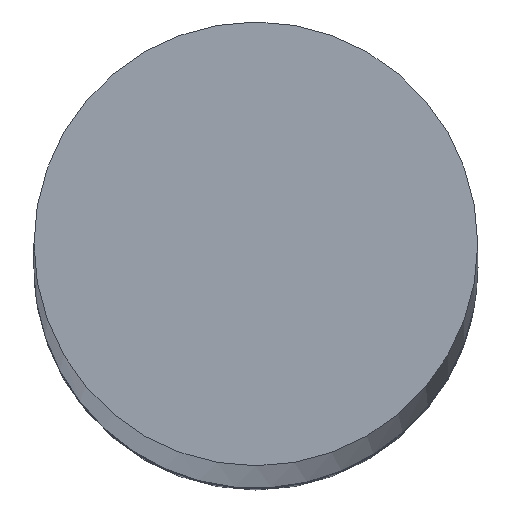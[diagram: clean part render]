
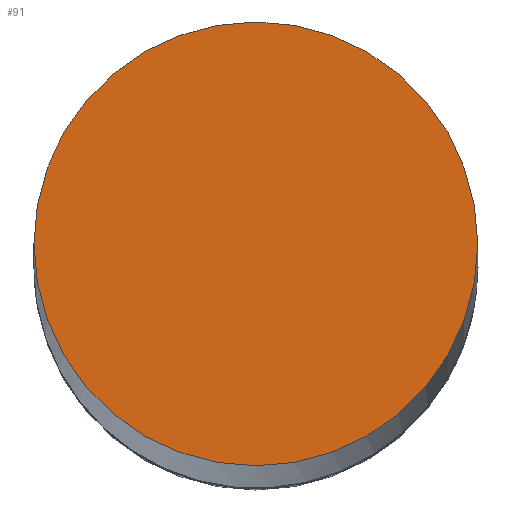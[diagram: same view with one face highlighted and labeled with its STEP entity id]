
A CAD part, top view. The second image highlights one B-rep face of the part: STEP entity #91.
In plain terms, the highlighted planar face has unit normal (0, 0, 1).
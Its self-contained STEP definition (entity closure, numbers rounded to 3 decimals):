
#2 = VERTEX_POINT ( 'NONE', #224 ) ;
#16 = EDGE_CURVE ( 'NONE', #56, #2, #274, .T. ) ;
#27 = ORIENTED_EDGE ( 'NONE', *, *, #16, .T. ) ;
#31 = ORIENTED_EDGE ( 'NONE', *, *, #72, .T. ) ;
#56 = VERTEX_POINT ( 'NONE', #280 ) ;
#72 = EDGE_CURVE ( 'NONE', #2, #56, #1398, .T. ) ;
#91 = ADVANCED_FACE ( 'NONE', ( #1354 ), #1387, .T. ) ;
#214 = EDGE_LOOP ( 'NONE', ( #31, #27 ) ) ;
#224 = CARTESIAN_POINT ( 'NONE',  ( -4., 0., 125. ) ) ;
#246 = AXIS2_PLACEMENT_3D ( 'NONE', #279, #271, #248 ) ;
#248 = DIRECTION ( 'NONE',  ( 1., 0., 0. ) ) ;
#271 = DIRECTION ( 'NONE',  ( 0., 0., 1. ) ) ;
#274 = CIRCLE ( 'NONE', #246, 4. ) ;
#279 = CARTESIAN_POINT ( 'NONE',  ( 0., 0., 125. ) ) ;
#280 = CARTESIAN_POINT ( 'NONE',  ( 4., 0., 125. ) ) ;
#1212 = CARTESIAN_POINT ( 'NONE',  ( 0., 0., 125. ) ) ;
#1247 = DIRECTION ( 'NONE',  ( 1., 0., 0. ) ) ;
#1248 = DIRECTION ( 'NONE',  ( 0., 0., 1. ) ) ;
#1354 = FACE_OUTER_BOUND ( 'NONE', #214, .T. ) ;
#1355 = AXIS2_PLACEMENT_3D ( 'NONE', #1385, #1384, #1380 ) ;
#1380 = DIRECTION ( 'NONE',  ( 1., 0., 0. ) ) ;
#1384 = DIRECTION ( 'NONE',  ( 0., 0., 1. ) ) ;
#1385 = CARTESIAN_POINT ( 'NONE',  ( 0., 0., 125. ) ) ;
#1387 = PLANE ( 'NONE',  #1355 ) ;
#1396 = AXIS2_PLACEMENT_3D ( 'NONE', #1212, #1248, #1247 ) ;
#1398 = CIRCLE ( 'NONE', #1396, 4. ) ;
